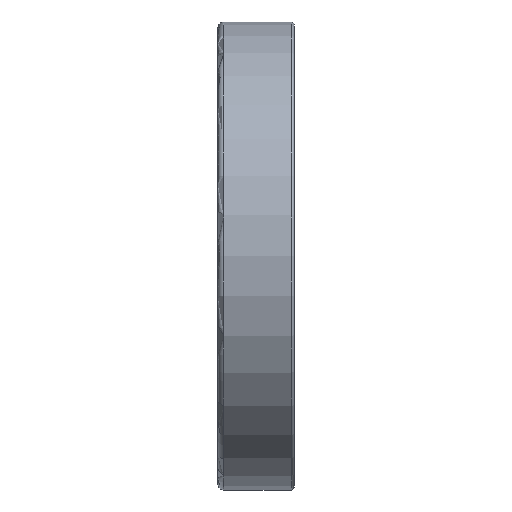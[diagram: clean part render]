
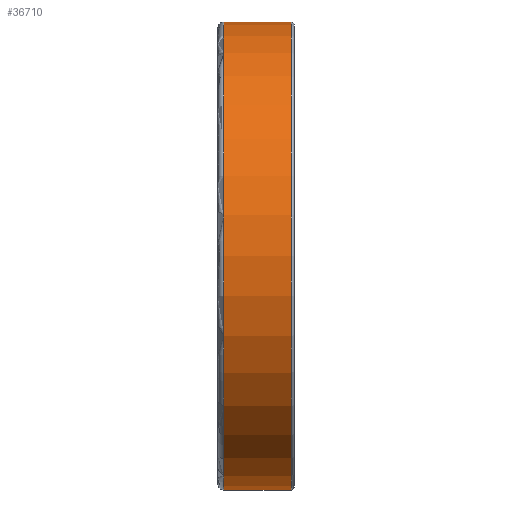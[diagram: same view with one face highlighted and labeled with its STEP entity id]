
A CAD part, top view. The second image highlights one B-rep face of the part: STEP entity #36710.
In plain terms, the highlighted cylindrical face has radius 80 mm (diameter 160 mm), a partial arc.
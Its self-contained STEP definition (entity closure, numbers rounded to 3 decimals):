
#27013=DIRECTION('',(-1.,0.,0.));
#27014=VECTOR('',#27013,23.);
#27015=CARTESIAN_POINT('',(12.,80.,0.));
#27016=LINE('',#27015,#27014);
#27020=DIRECTION('',(-1.,0.,0.));
#27021=VECTOR('',#27020,23.);
#27022=CARTESIAN_POINT('',(12.,-80.,0.));
#27023=LINE('',#27022,#27021);
#27035=CARTESIAN_POINT('',(12.,0.,0.));
#27036=DIRECTION('',(1.,0.,0.));
#27037=DIRECTION('',(0.,1.,0.));
#27038=AXIS2_PLACEMENT_3D('',#27035,#27036,#27037);
#27043=CARTESIAN_POINT('',(-11.,0.,0.));
#27044=DIRECTION('',(1.,0.,0.));
#27045=DIRECTION('',(0.,1.,0.));
#27046=AXIS2_PLACEMENT_3D('',#27043,#27044,#27045);
#33818=CARTESIAN_POINT('',(12.,80.,0.));
#33819=CARTESIAN_POINT('',(-11.,80.,0.));
#33820=VERTEX_POINT('',#33818);
#33821=VERTEX_POINT('',#33819);
#33830=CARTESIAN_POINT('',(12.,-80.,0.));
#33831=CARTESIAN_POINT('',(-11.,-80.,0.));
#33832=VERTEX_POINT('',#33830);
#33833=VERTEX_POINT('',#33831);
#36698=CARTESIAN_POINT('',(-14.3,0.,0.));
#36699=DIRECTION('',(1.,0.,0.));
#36700=DIRECTION('',(0.,-1.,0.));
#36701=AXIS2_PLACEMENT_3D('',#36698,#36699,#36700);
#36702=CYLINDRICAL_SURFACE('',#36701,80.);
#36703=ORIENTED_EDGE('',*,*,#36688,.F.);
#36704=ORIENTED_EDGE('',*,*,#36665,.T.);
#36705=ORIENTED_EDGE('',*,*,#36692,.T.);
#36707=ORIENTED_EDGE('',*,*,#36706,.F.);
#36708=EDGE_LOOP('',(#36703,#36704,#36705,#36707));
#36709=FACE_OUTER_BOUND('',#36708,.F.);
#27039=CIRCLE('',#27038,80.);
#27047=CIRCLE('',#27046,80.);
#36665=EDGE_CURVE('',#33820,#33832,#27039,.T.);
#36688=EDGE_CURVE('',#33820,#33821,#27016,.T.);
#36692=EDGE_CURVE('',#33832,#33833,#27023,.T.);
#36706=EDGE_CURVE('',#33821,#33833,#27047,.T.);
#36710=ADVANCED_FACE('',(#36709),#36702,.T.);
